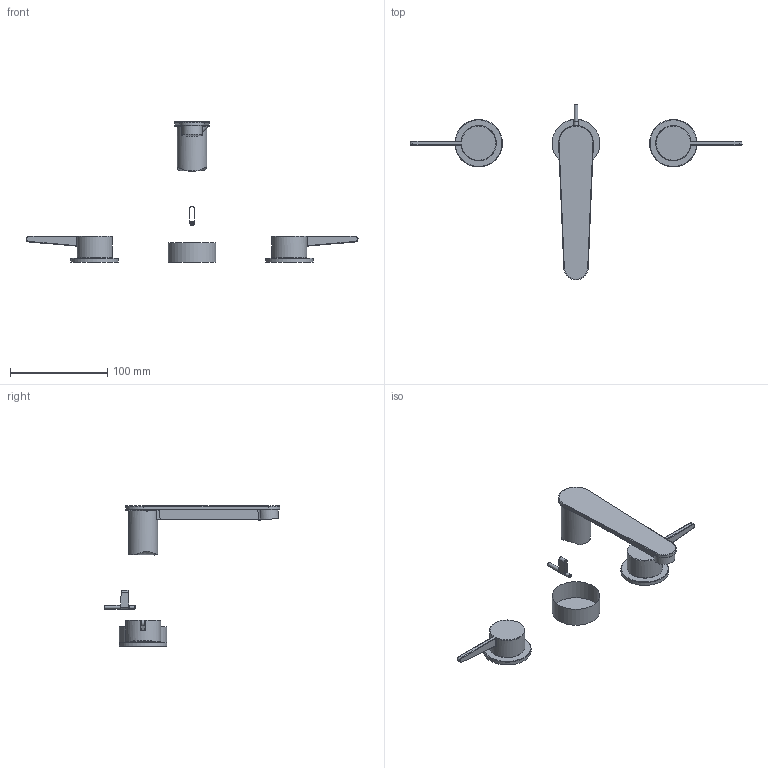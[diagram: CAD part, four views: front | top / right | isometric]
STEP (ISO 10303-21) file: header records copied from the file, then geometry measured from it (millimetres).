
FILE_DESCRIPTION(/* description */ (''),/* implementation_level */ '2;1');
FILE_NAME(/* name */ 'TVW127001000 innenleben auslauf weg.step',/* time_stamp */ '2023-02-22T14:54:12+01:00',/* author */ (''),/* organization */ (''),/* preprocessor_version */ 'ST-DEVELOPER v19.2',/* originating_system */ 'Autodesk Translation Framework v11.17.0.187',/* authorisation */ '');
FILE_SCHEMA (('AUTOMOTIVE_DESIGN { 1 0 10303 214 3 1 1 }'));
Length unit declared in the file: millimetre
Products named in the file (11): (Nicht gespeichert); 6580-1_82; 6580-1_81; 6580-2_91; BOCCA214-CONUM-2_52; BOCCA214-CONUM-2_51; 6576_72; 6576_71; BASE-MANIGLIA-214-CONUM_AF1_10; BASE-MANIGLIA-214-CONUM_AF0_10; PIATTINA-MALAGA-214-CONUM-1_2
Assembly tree (10 placements, depth 2):
  (Nicht gespeichert)
    6580-1_82
    6580-1_81
    6580-2_91
    BOCCA214-CONUM-2_52
    BOCCA214-CONUM-2_51
    6576_72
    6576_71
    BASE-MANIGLIA-214-CONUM_AF1_10
    BASE-MANIGLIA-214-CONUM_AF0_10
    PIATTINA-MALAGA-214-CONUM-1_2
Bounding box: 340.99 x 180.5 x 144 mm (x, y, z)
Volume: 94238.3 mm3; surface area: 66999.9 mm2
Topology: 7 solids, 10 shells, 133 faces, 280 edges, 173 vertices
Faces by surface type: plane 48, cylinder 43, torus 20, cone 17, bspline 5
Full cylindrical faces by diameter (mm): 3.3 x1, 3.9 x1, 5 x1, 21 x1, 30.1 x1, 31 x2, 36.2 x2, 49 x3
Entity records: 7596 total; most frequent: CARTESIAN_POINT 4345, DIRECTION 700, ORIENTED_EDGE 549, AXIS2_PLACEMENT_3D 295, EDGE_CURVE 280, VERTEX_POINT 173, EDGE_LOOP 144, CIRCLE 142
